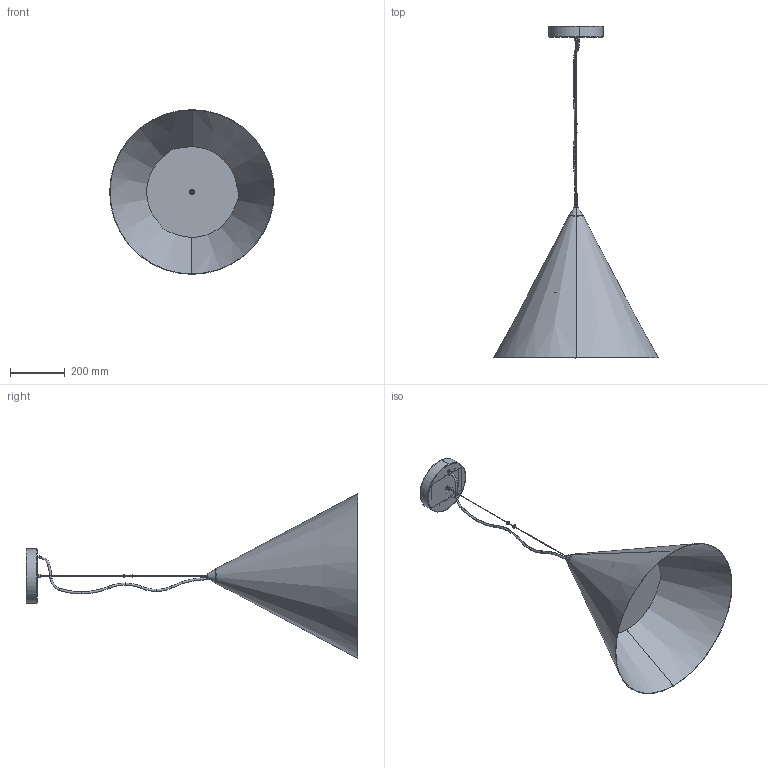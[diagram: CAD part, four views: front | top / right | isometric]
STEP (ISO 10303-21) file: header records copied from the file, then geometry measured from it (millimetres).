
FILE_DESCRIPTION (( 'STEP AP214' ), '1' );
FILE_NAME ('C0N0_600_SOSPENSIONE.STEP', '2020-08-12T09:16:08', ( '' ), ( '' ), 'SwSTEP 2.0', 'SolidWorks 2014', '' );
FILE_SCHEMA (( 'AUTOMOTIVE_DESIGN' ));
Length unit declared in the file: millimetre
Products named in the file (79): 035FM_005; rondella dentellata d 13 int; 008PM_012; bloccacavo_STEAB_5922; 008PM_017; 008PM_010; 030PM_006; GUIDOLUX__GHIERA_M10X1_M_49_10_11; Tige M10 x 1 x 15; 030PM_002; GUIDOLUX_MORSETTO_SOSPENSIONI_M_65_09_10; CAVALLOTTO_AVS_245_M10_M10; vite tspei m3x10; BLOCCACAVO STEAB ART 5069-7; 008PM_015; viteTS_autof_2_9x6_5_zinc; ROSONE_UNIFICATO; C0N0_600_SOSPENSIONE; steab_NIPPLO_5016_3_7; dado M10_basso; cono_60_vero; dado basso M13X1; 008PM_016; dado M3; Alvit_3024; 030PM_005; Scatoletta_connessione_tripol_scatoletta3_guidolux; 008PM_013; CAVALLOTTO_AVS_245_A_M13_M10; 030PS_003; Anello_or_sil_trasp_8x1_78; 030PS_004; ASSIEME BLOCCACAVO BISCOTTO-1
Assembly tree (48 placements, depth 3):
  rondella dentellata d 13 int
  008PM_012
  008PM_010
  030PM_006
  Tige M10 x 1 x 15
Bounding box: 599.99 x 1208.92 x 599.99 mm (x, y, z)
Volume: 1613109.9 mm3; surface area: 1774349 mm2
Topology: 46 solids, 58 shells, 2506 faces, 6318 edges, 4110 vertices
Faces by surface type: plane 1711, cylinder 502, torus 175, cone 100, sphere 14, bspline 4
Entity records: 59753 total; most frequent: CARTESIAN_POINT 12518, ORIENTED_EDGE 9322, DIRECTION 9068, EDGE_CURVE 4661, VECTOR 3382, LINE 3382, VERTEX_POINT 3049, AXIS2_PLACEMENT_3D 2843
